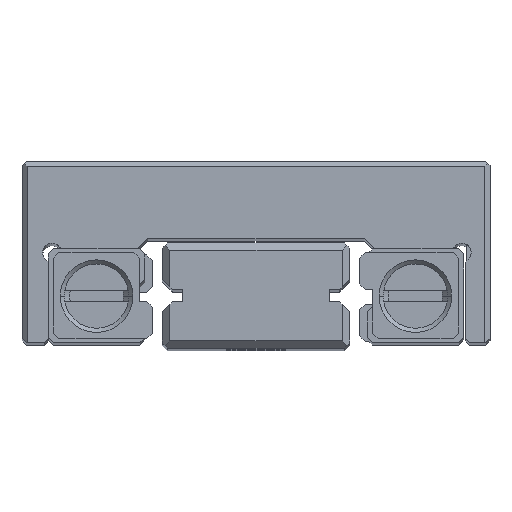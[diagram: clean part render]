
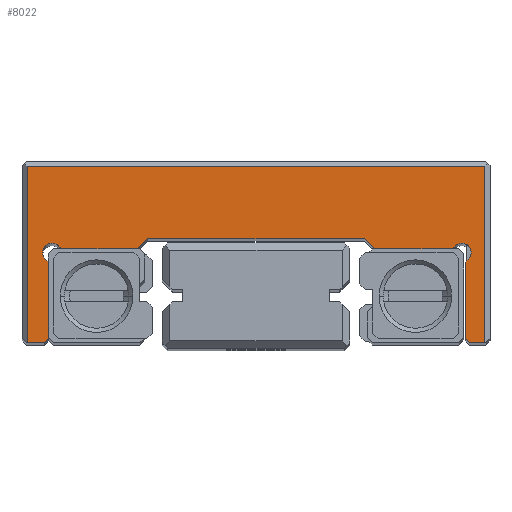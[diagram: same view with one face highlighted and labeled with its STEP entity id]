
A CAD part, top view. The second image highlights one B-rep face of the part: STEP entity #8022.
In plain terms, the highlighted planar face has unit normal (0, 0, 1).
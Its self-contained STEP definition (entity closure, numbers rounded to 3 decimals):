
#7191=PLANE('',#25079);
#8022=ADVANCED_FACE('',(#9080),#7191,.F.);
#9080=FACE_OUTER_BOUND('',#10137,.T.);
#10137=EDGE_LOOP('',(#16255,#16256,#16257,#16258,#16259,#16260,#16261,#16262,
#16263,#16264,#16265,#16266,#16267,#16268,#16269,#16270,#16271,#16272,#16273,
#16274,#16275));
#11607=LINE('',#32396,#13558);
#11613=LINE('',#32408,#13564);
#11620=LINE('',#32422,#13571);
#11633=LINE('',#32469,#13584);
#11662=LINE('',#32538,#13613);
#11672=LINE('',#32562,#13623);
#11675=LINE('',#32568,#13626);
#11678=LINE('',#32572,#13629);
#11686=LINE('',#32596,#13637);
#11690=LINE('',#32603,#13641);
#11693=LINE('',#32609,#13644);
#11698=LINE('',#32619,#13649);
#11715=LINE('',#32650,#13666);
#11718=LINE('',#32655,#13669);
#11722=LINE('',#32662,#13673);
#11725=LINE('',#32670,#13676);
#11726=LINE('',#32672,#13677);
#11727=LINE('',#32674,#13678);
#13558=VECTOR('',#27042,1.);
#13564=VECTOR('',#27052,1.);
#13571=VECTOR('',#27061,1.);
#13584=VECTOR('',#27108,1.);
#13613=VECTOR('',#27157,1.);
#13623=VECTOR('',#27179,1.);
#13626=VECTOR('',#27184,1.);
#13629=VECTOR('',#27189,1.);
#13637=VECTOR('',#27209,1.);
#13641=VECTOR('',#27215,1.);
#13644=VECTOR('',#27220,1.);
#13649=VECTOR('',#27227,1.);
#13666=VECTOR('',#27254,1.);
#13669=VECTOR('',#27259,1.);
#13673=VECTOR('',#27265,1.);
#13676=VECTOR('',#27278,1.);
#13677=VECTOR('',#27279,1.);
#13678=VECTOR('',#27280,1.);
#16255=ORIENTED_EDGE('',*,*,#22885,.T.);
#16256=ORIENTED_EDGE('',*,*,#22914,.T.);
#16257=ORIENTED_EDGE('',*,*,#22915,.T.);
#16258=ORIENTED_EDGE('',*,*,#22916,.T.);
#16259=ORIENTED_EDGE('',*,*,#22902,.T.);
#16260=ORIENTED_EDGE('',*,*,#22905,.T.);
#16261=ORIENTED_EDGE('',*,*,#22773,.T.);
#16262=ORIENTED_EDGE('',*,*,#22909,.T.);
#16263=ORIENTED_EDGE('',*,*,#22910,.T.);
#16264=ORIENTED_EDGE('',*,*,#22670,.T.);
#16265=ORIENTED_EDGE('',*,*,#22842,.T.);
#16266=ORIENTED_EDGE('',*,*,#22780,.T.);
#16267=ORIENTED_EDGE('',*,*,#22855,.T.);
#16268=ORIENTED_EDGE('',*,*,#22858,.T.);
#16269=ORIENTED_EDGE('',*,*,#22861,.T.);
#16270=ORIENTED_EDGE('',*,*,#22767,.T.);
#16271=ORIENTED_EDGE('',*,*,#22808,.T.);
#16272=ORIENTED_EDGE('',*,*,#22867,.T.);
#16273=ORIENTED_EDGE('',*,*,#22873,.T.);
#16274=ORIENTED_EDGE('',*,*,#22877,.T.);
#16275=ORIENTED_EDGE('',*,*,#22880,.T.);
#20876=VERTEX_POINT('',#32201);
#20877=VERTEX_POINT('',#32202);
#20957=VERTEX_POINT('',#32395);
#20958=VERTEX_POINT('',#32397);
#20961=VERTEX_POINT('',#32407);
#20962=VERTEX_POINT('',#32409);
#20967=VERTEX_POINT('',#32421);
#20968=VERTEX_POINT('',#32423);
#20980=VERTEX_POINT('',#32468);
#21014=VERTEX_POINT('',#32561);
#21016=VERTEX_POINT('',#32567);
#21022=VERTEX_POINT('',#32584);
#21026=VERTEX_POINT('',#32595);
#21028=VERTEX_POINT('',#32602);
#21030=VERTEX_POINT('',#32608);
#21034=VERTEX_POINT('',#32618);
#21043=VERTEX_POINT('',#32649);
#21044=VERTEX_POINT('',#32651);
#21046=VERTEX_POINT('',#32661);
#21047=VERTEX_POINT('',#32671);
#21048=VERTEX_POINT('',#32673);
#22670=EDGE_CURVE('',#20876,#20877,#24591,.T.);
#22767=EDGE_CURVE('',#20958,#20957,#11607,.T.);
#22773=EDGE_CURVE('',#20962,#20961,#11613,.T.);
#22780=EDGE_CURVE('',#20968,#20967,#11620,.T.);
#22808=EDGE_CURVE('',#20957,#20980,#11633,.T.);
#22842=EDGE_CURVE('',#20877,#20968,#11662,.T.);
#22855=EDGE_CURVE('',#20967,#21014,#11672,.T.);
#22858=EDGE_CURVE('',#21014,#21016,#11675,.T.);
#22861=EDGE_CURVE('',#21016,#20958,#11678,.T.);
#22867=EDGE_CURVE('',#20980,#21022,#24628,.T.);
#22873=EDGE_CURVE('',#21022,#21026,#11686,.T.);
#22877=EDGE_CURVE('',#21026,#21028,#11690,.T.);
#22880=EDGE_CURVE('',#21028,#21030,#11693,.T.);
#22885=EDGE_CURVE('',#21030,#21034,#11698,.T.);
#22902=EDGE_CURVE('',#21044,#21043,#11715,.T.);
#22905=EDGE_CURVE('',#21043,#20962,#11718,.T.);
#22909=EDGE_CURVE('',#20961,#21046,#11722,.T.);
#22910=EDGE_CURVE('',#21046,#20876,#24630,.T.);
#22914=EDGE_CURVE('',#21034,#21047,#11725,.T.);
#22915=EDGE_CURVE('',#21047,#21048,#11726,.T.);
#22916=EDGE_CURVE('',#21048,#21044,#11727,.T.);
#24591=CIRCLE('',#24989,0.8);
#24628=CIRCLE('',#25061,0.8);
#24630=CIRCLE('',#25075,0.8);
#24989=AXIS2_PLACEMENT_3D('',#32200,#26897,#26898);
#25061=AXIS2_PLACEMENT_3D('',#32585,#27199,#27200);
#25075=AXIS2_PLACEMENT_3D('',#32664,#27268,#27269);
#25079=AXIS2_PLACEMENT_3D('',#32675,#27281,#27282);
#26897=DIRECTION('',(0.,0.,-1.));
#26898=DIRECTION('',(1.,0.,0.));
#27042=DIRECTION('',(1.,0.,0.));
#27052=DIRECTION('',(0.,1.,0.));
#27061=DIRECTION('',(1.,0.,0.));
#27108=DIRECTION('',(0.707,0.707,0.));
#27157=DIRECTION('',(0.707,-0.707,0.));
#27179=DIRECTION('',(0.707,0.707,0.));
#27184=DIRECTION('',(1.,0.,0.));
#27189=DIRECTION('',(0.707,-0.707,0.));
#27199=DIRECTION('',(0.,0.,-1.));
#27200=DIRECTION('',(-1.,0.,0.));
#27209=DIRECTION('',(-0.707,-0.707,0.));
#27215=DIRECTION('',(0.,-1.,0.));
#27220=DIRECTION('',(0.707,-0.707,0.));
#27227=DIRECTION('',(1.,0.,0.));
#27254=DIRECTION('',(1.,0.,0.));
#27259=DIRECTION('',(0.707,0.707,0.));
#27265=DIRECTION('',(-0.707,0.707,0.));
#27268=DIRECTION('',(0.,0.,-1.));
#27269=DIRECTION('',(1.,0.,0.));
#27278=DIRECTION('',(0.,1.,0.));
#27279=DIRECTION('',(-1.,0.,0.));
#27280=DIRECTION('',(0.,-1.,0.));
#27281=DIRECTION('',(0.,0.,-1.));
#27282=DIRECTION('',(-1.,0.,0.));
#32200=CARTESIAN_POINT('',(-17.432,7.682,65.));
#32201=CARTESIAN_POINT('',(-18.232,7.682,65.));
#32202=CARTESIAN_POINT('',(-16.866,8.247,65.));
#32395=CARTESIAN_POINT('',(16.779,8.,65.));
#32396=CARTESIAN_POINT('',(10.13,8.,65.));
#32397=CARTESIAN_POINT('',(10.13,8.,65.));
#32407=CARTESIAN_POINT('',(-17.75,6.869,65.));
#32408=CARTESIAN_POINT('',(-17.75,0.35,65.));
#32409=CARTESIAN_POINT('',(-17.75,0.35,65.));
#32421=CARTESIAN_POINT('',(-10.13,8.,65.));
#32422=CARTESIAN_POINT('',(-16.619,8.,65.));
#32423=CARTESIAN_POINT('',(-16.619,8.,65.));
#32468=CARTESIAN_POINT('',(17.026,8.247,65.));
#32469=CARTESIAN_POINT('',(17.026,8.247,65.));
#32538=CARTESIAN_POINT('',(-16.866,8.247,65.));
#32561=CARTESIAN_POINT('',(-9.25,8.88,65.));
#32562=CARTESIAN_POINT('',(-10.13,8.,65.));
#32567=CARTESIAN_POINT('',(9.25,8.88,65.));
#32568=CARTESIAN_POINT('',(-9.25,8.88,65.));
#32572=CARTESIAN_POINT('',(10.13,8.,65.));
#32584=CARTESIAN_POINT('',(18.157,7.116,65.));
#32585=CARTESIAN_POINT('',(17.592,7.682,65.));
#32595=CARTESIAN_POINT('',(17.91,6.869,65.));
#32596=CARTESIAN_POINT('',(17.91,6.869,65.));
#32602=CARTESIAN_POINT('',(17.91,0.35,65.));
#32603=CARTESIAN_POINT('',(17.91,0.35,65.));
#32608=CARTESIAN_POINT('',(18.26,0.,65.));
#32609=CARTESIAN_POINT('',(18.26,0.,65.));
#32618=CARTESIAN_POINT('',(19.57,0.,65.));
#32619=CARTESIAN_POINT('',(18.26,0.,65.));
#32649=CARTESIAN_POINT('',(-18.1,0.,65.));
#32650=CARTESIAN_POINT('',(-19.65,0.,65.));
#32651=CARTESIAN_POINT('',(-19.57,0.,65.));
#32655=CARTESIAN_POINT('',(-18.1,0.,65.));
#32661=CARTESIAN_POINT('',(-17.997,7.116,65.));
#32662=CARTESIAN_POINT('',(-17.75,6.869,65.));
#32664=CARTESIAN_POINT('',(-17.432,7.682,65.));
#32670=CARTESIAN_POINT('',(19.57,7.682,65.));
#32671=CARTESIAN_POINT('',(19.57,15.07,65.));
#32672=CARTESIAN_POINT('',(17.592,15.07,65.));
#32673=CARTESIAN_POINT('',(-19.57,15.07,65.));
#32674=CARTESIAN_POINT('',(-19.57,7.682,65.));
#32675=CARTESIAN_POINT('',(17.592,7.682,65.));
